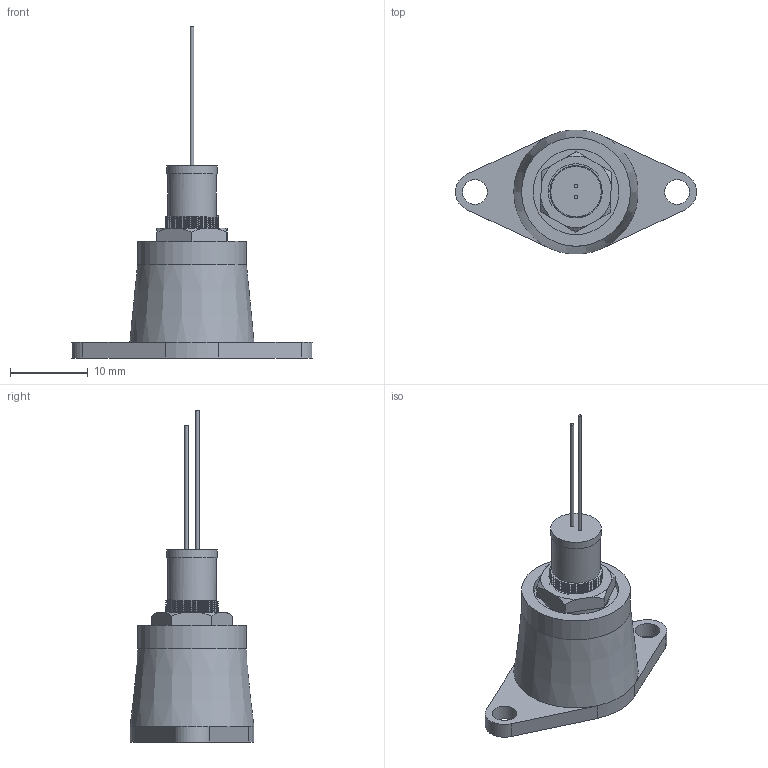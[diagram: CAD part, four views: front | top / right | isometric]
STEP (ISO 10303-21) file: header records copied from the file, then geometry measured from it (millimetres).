
FILE_DESCRIPTION(/* description */ (''),/* implementation_level */ '2;1');
FILE_NAME(/* name */ 'LED_shield v5.step',/* time_stamp */ '2020-09-09T12:56:35+03:00',/* author */ (''),/* organization */ (''),/* preprocessor_version */ 'ST-DEVELOPER v18.1',/* originating_system */ 'Autodesk Translation Framework v9.3.0.1241',/* authorisation */ '');
FILE_SCHEMA (('AUTOMOTIVE_DESIGN { 1 0 10303 214 3 1 1 }'));
Length unit declared in the file: millimetre
Products named in the file (7): LED_shield; LED HOLDER; Holder; LED Supporter; Washer; Nut; LED
Assembly tree (6 placements, depth 3):
  LED_shield
    LED HOLDER
      Holder
      LED Supporter
      Washer
      Nut
      LED
Bounding box: 30.98 x 15.94 x 42.7 mm (x, y, z)
Volume: 1814.9 mm3; surface area: 3362.5 mm2
Topology: 6 solids, 6 shells, 140 faces, 356 edges, 235 vertices
Faces by surface type: cylinder 91, plane 35, cone 9, bspline 5
Full cylindrical faces by diameter (mm): 0.4 x2, 0.45 x2, 3.2 x2, 4.9 x1, 5.1 x1, 5.7 x1, 5.8 x2, 6.2 x25, 6.5 x1, 6.7 x31, 7 x2, 7.197 x6, 8.6 x1, 8.7 x1, 11 x1, 13 x1, 14 x1
Entity records: 7220 total; most frequent: CARTESIAN_POINT 3984, ORIENTED_EDGE 710, DIRECTION 569, EDGE_CURVE 355, VERTEX_POINT 235, AXIS2_PLACEMENT_3D 215, EDGE_LOOP 164, FACE_OUTER_BOUND 140
